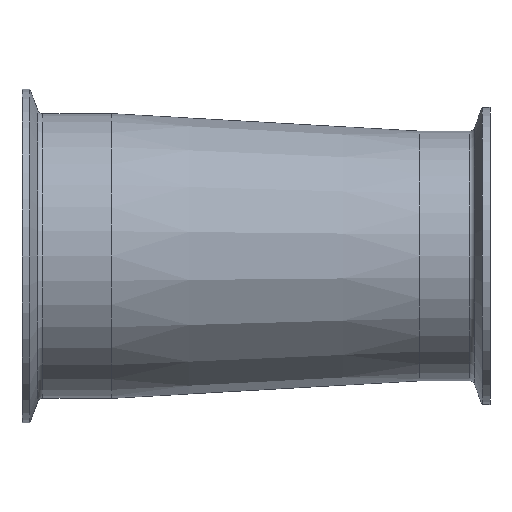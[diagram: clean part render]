
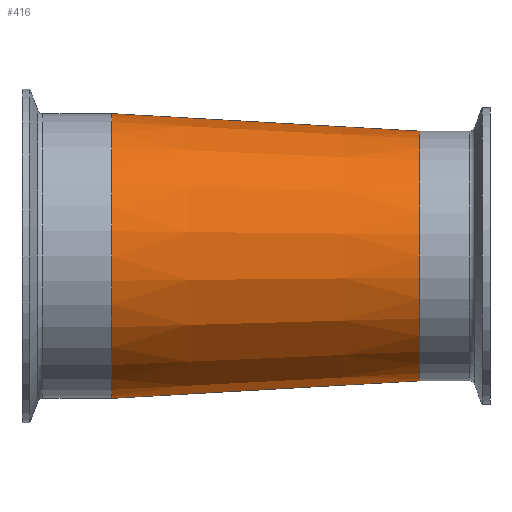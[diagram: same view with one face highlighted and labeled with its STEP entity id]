
A CAD part, front view. The second image highlights one B-rep face of the part: STEP entity #416.
In plain terms, the highlighted conical face has half-angle 3.252 degrees and reference radius 50.8 mm.
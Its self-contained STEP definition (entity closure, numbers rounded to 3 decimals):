
#40=LINE('',#791,#54);
#54=VECTOR('',#664,50.8);
#64=CONICAL_SURFACE('',#508,50.8,0.057);
#88=FACE_OUTER_BOUND('',#118,.T.);
#118=EDGE_LOOP('',(#369,#370,#371,#372,#373,#374));
#126=CIRCLE('',#447,44.55);
#127=CIRCLE('',#448,44.55);
#160=CIRCLE('',#498,50.8);
#161=CIRCLE('',#499,50.8);
#171=VERTEX_POINT('',#685);
#172=VERTEX_POINT('',#686);
#199=VERTEX_POINT('',#771);
#200=VERTEX_POINT('',#773);
#211=EDGE_CURVE('',#171,#172,#126,.T.);
#212=EDGE_CURVE('',#172,#171,#127,.T.);
#253=EDGE_CURVE('',#199,#200,#160,.T.);
#254=EDGE_CURVE('',#200,#199,#161,.T.);
#262=EDGE_CURVE('',#171,#200,#40,.T.);
#369=ORIENTED_EDGE('',*,*,#211,.T.);
#370=ORIENTED_EDGE('',*,*,#212,.T.);
#371=ORIENTED_EDGE('',*,*,#262,.T.);
#372=ORIENTED_EDGE('',*,*,#253,.F.);
#373=ORIENTED_EDGE('',*,*,#254,.F.);
#374=ORIENTED_EDGE('',*,*,#262,.F.);
#416=ADVANCED_FACE('',(#88),#64,.T.);
#447=AXIS2_PLACEMENT_3D('',#687,#530,#531);
#448=AXIS2_PLACEMENT_3D('',#688,#532,#533);
#498=AXIS2_PLACEMENT_3D('',#774,#640,#641);
#499=AXIS2_PLACEMENT_3D('',#775,#642,#643);
#508=AXIS2_PLACEMENT_3D('',#790,#662,#663);
#530=DIRECTION('center_axis',(-1.,0.,0.));
#531=DIRECTION('ref_axis',(0.,0.,1.));
#532=DIRECTION('center_axis',(-1.,0.,0.));
#533=DIRECTION('ref_axis',(0.,0.,1.));
#640=DIRECTION('center_axis',(-1.,0.,0.));
#641=DIRECTION('ref_axis',(0.,0.,1.));
#642=DIRECTION('center_axis',(-1.,0.,0.));
#643=DIRECTION('ref_axis',(0.,0.,1.));
#662=DIRECTION('center_axis',(-1.,0.,0.));
#663=DIRECTION('ref_axis',(0.,0.,1.));
#664=DIRECTION('',(-0.998,0.,-0.057));
#685=CARTESIAN_POINT('',(115.,0.,-44.55));
#686=CARTESIAN_POINT('',(115.,44.55,0.));
#687=CARTESIAN_POINT('Origin',(115.,0.,0.));
#688=CARTESIAN_POINT('Origin',(115.,0.,0.));
#771=CARTESIAN_POINT('',(5.,50.8,0.));
#773=CARTESIAN_POINT('',(5.,0.,-50.8));
#774=CARTESIAN_POINT('Origin',(5.,0.,0.));
#775=CARTESIAN_POINT('Origin',(5.,0.,0.));
#790=CARTESIAN_POINT('Origin',(5.,0.,0.));
#791=CARTESIAN_POINT('',(5.,0.,-50.8));
